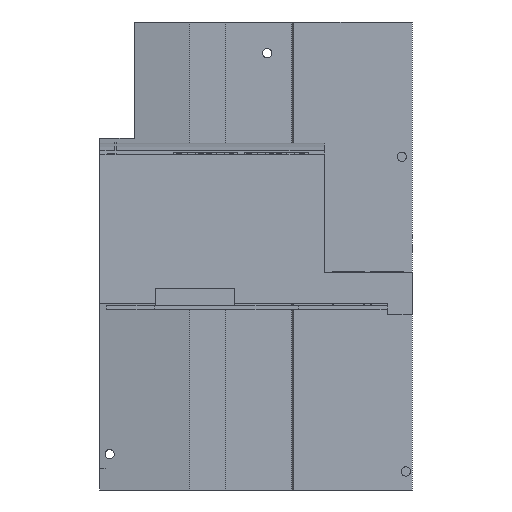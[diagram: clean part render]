
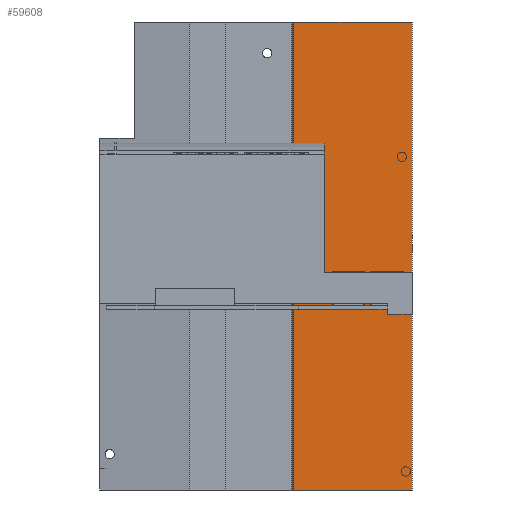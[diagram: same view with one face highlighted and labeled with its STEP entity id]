
A CAD part, left-side view. The second image highlights one B-rep face of the part: STEP entity #59608.
In plain terms, the highlighted planar face has unit normal (-1, 0, 0).
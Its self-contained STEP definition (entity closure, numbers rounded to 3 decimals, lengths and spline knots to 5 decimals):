
#16369=ORIENTED_EDGE('',*,*,#24632,.F.);
#16370=ORIENTED_EDGE('',*,*,#24633,.F.);
#16371=ORIENTED_EDGE('',*,*,#24634,.F.);
#16372=ORIENTED_EDGE('',*,*,#24635,.T.);
#24632=EDGE_CURVE('',#29952,#29953,#37738,.T.);
#24633=EDGE_CURVE('',#29954,#29952,#37739,.T.);
#24634=EDGE_CURVE('',#29955,#29954,#37740,.T.);
#24635=EDGE_CURVE('',#29955,#29953,#37741,.T.);
#29952=VERTEX_POINT('',#94606);
#29953=VERTEX_POINT('',#94607);
#29954=VERTEX_POINT('',#94609);
#29955=VERTEX_POINT('',#94611);
#37738=LINE('',#94605,#45556);
#37739=LINE('',#94608,#45557);
#37740=LINE('',#94610,#45558);
#37741=LINE('',#94612,#45559);
#45556=VECTOR('',#77938,1.);
#45557=VECTOR('',#77939,1.);
#45558=VECTOR('',#77940,1.);
#45559=VECTOR('',#77941,1.);
#49393=EDGE_LOOP('',(#16369,#16370,#16371,#16372));
#53211=FACE_BOUND('',#49393,.T.);
#56360=PLANE('',#63160);
#59608=ADVANCED_FACE('',(#53211),#56360,.F.);
#63160=AXIS2_PLACEMENT_3D('',#94604,#77936,#77937);
#77936=DIRECTION('',(1.,0.,0.));
#77937=DIRECTION('',(0.,0.,-1.));
#77938=DIRECTION('',(0.,1.,0.));
#77939=DIRECTION('',(0.,0.,-1.));
#77940=DIRECTION('',(0.,-1.,0.));
#77941=DIRECTION('',(0.,0.,-1.));
#94604=CARTESIAN_POINT('',(-0.0065,-0.01842,0.2));
#94605=CARTESIAN_POINT('',(-0.0065,-0.07596,-0.0855));
#94606=CARTESIAN_POINT('',(-0.0065,-0.07596,-0.0855));
#94607=CARTESIAN_POINT('',(-0.0065,-0.01842,-0.0855));
#94608=CARTESIAN_POINT('',(-0.0065,-0.07596,0.1421));
#94609=CARTESIAN_POINT('',(-0.0065,-0.07596,0.1421));
#94610=CARTESIAN_POINT('',(-0.0065,-0.01842,0.1421));
#94611=CARTESIAN_POINT('',(-0.0065,-0.01842,0.1421));
#94612=CARTESIAN_POINT('',(-0.0065,-0.01842,0.1421));
